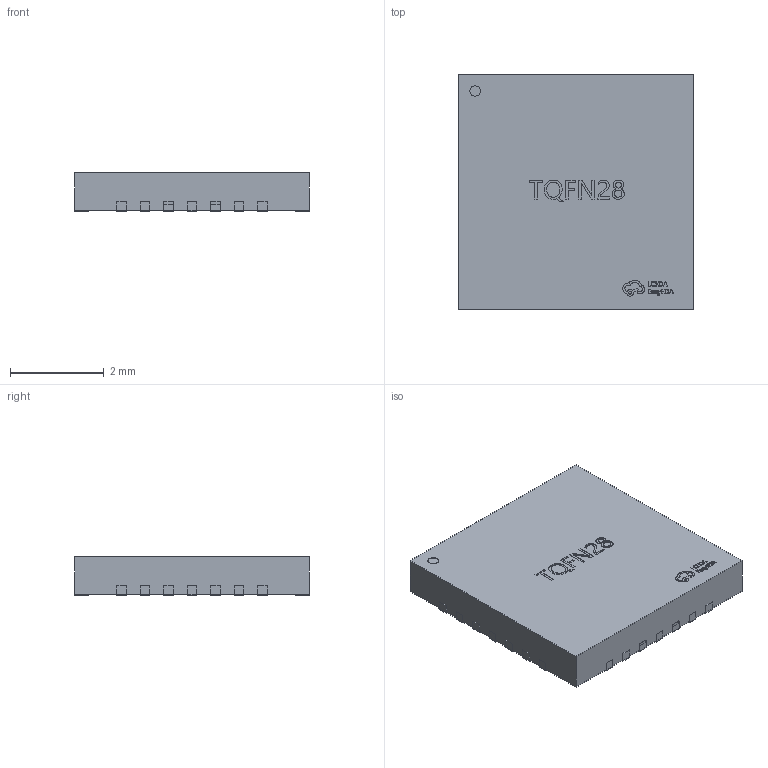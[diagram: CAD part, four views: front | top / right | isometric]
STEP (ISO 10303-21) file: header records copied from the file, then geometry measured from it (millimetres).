
FILE_DESCRIPTION (( 'STEP AP214' ), '1' );
FILE_NAME ('TQFN-28_L5.0-W5.0-H0.8-P0.50.step', '2022-07-15T03:55:52', ( '' ), ( '' ), 'SwSTEP 2.0', 'SolidWorks 2020', '' );
FILE_SCHEMA (( 'AUTOMOTIVE_DESIGN' ));
Length unit declared in the file: millimetre
Products named in the file (1): TQFN-28_L5.0-W5.0-H0.8-P0.50
Bounding box: 5.02 x 5.02 x 0.82 mm (x, y, z)
Volume: 20.3 mm3; surface area: 74.6 mm2
Topology: 42 solids, 42 shells, 562 faces, 1377 edges, 918 vertices
Faces by surface type: plane 382, bspline 150, cylinder 30
Entity records: 26238 total; most frequent: CARTESIAN_POINT 7304, ORIENTED_EDGE 2754, DIRECTION 1959, EDGE_CURVE 1377, LINE 1013, VECTOR 1013, VERTEX_POINT 918, UNCERTAINTY_MEASURE_WITH_UNIT 606
